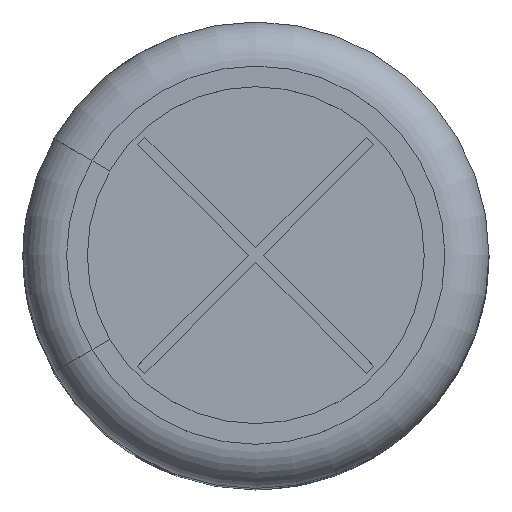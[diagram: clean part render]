
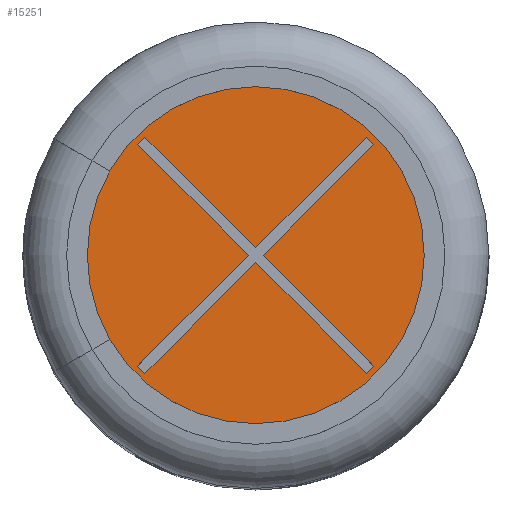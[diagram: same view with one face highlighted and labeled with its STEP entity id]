
A CAD part, top view. The second image highlights one B-rep face of the part: STEP entity #15251.
In plain terms, the highlighted planar face has unit normal (0, 0, 1).
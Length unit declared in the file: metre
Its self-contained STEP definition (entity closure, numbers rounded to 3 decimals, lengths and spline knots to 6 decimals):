
#800=LINE('',#19130,#1641);
#801=LINE('',#19133,#1642);
#802=LINE('',#19135,#1643);
#803=LINE('',#19137,#1644);
#804=LINE('',#19139,#1645);
#805=LINE('',#19141,#1646);
#806=LINE('',#19143,#1647);
#807=LINE('',#19145,#1648);
#808=LINE('',#19147,#1649);
#809=LINE('',#19149,#1650);
#810=LINE('',#19151,#1651);
#811=LINE('',#19153,#1652);
#1641=VECTOR('',#16718,1.);
#1642=VECTOR('',#16719,1.);
#1643=VECTOR('',#16720,1.);
#1644=VECTOR('',#16721,1.);
#1645=VECTOR('',#16722,1.);
#1646=VECTOR('',#16723,1.);
#1647=VECTOR('',#16724,1.);
#1648=VECTOR('',#16725,1.);
#1649=VECTOR('',#16726,1.);
#1650=VECTOR('',#16727,1.);
#1651=VECTOR('',#16728,1.);
#1652=VECTOR('',#16729,1.);
#2486=ORIENTED_EDGE('',*,*,#5696,.F.);
#2487=ORIENTED_EDGE('',*,*,#5697,.T.);
#2488=ORIENTED_EDGE('',*,*,#5698,.T.);
#2489=ORIENTED_EDGE('',*,*,#5699,.T.);
#2490=ORIENTED_EDGE('',*,*,#5700,.T.);
#2491=ORIENTED_EDGE('',*,*,#5701,.T.);
#2492=ORIENTED_EDGE('',*,*,#5702,.T.);
#2493=ORIENTED_EDGE('',*,*,#5703,.T.);
#2494=ORIENTED_EDGE('',*,*,#5704,.T.);
#2495=ORIENTED_EDGE('',*,*,#5705,.T.);
#2496=ORIENTED_EDGE('',*,*,#5706,.T.);
#2497=ORIENTED_EDGE('',*,*,#5707,.T.);
#2498=ORIENTED_EDGE('',*,*,#5708,.T.);
#5696=EDGE_CURVE('',#7301,#7301,#8392,.T.);
#5697=EDGE_CURVE('',#7302,#7303,#800,.T.);
#5698=EDGE_CURVE('',#7303,#7304,#801,.T.);
#5699=EDGE_CURVE('',#7304,#7305,#802,.T.);
#5700=EDGE_CURVE('',#7305,#7306,#803,.T.);
#5701=EDGE_CURVE('',#7306,#7307,#804,.T.);
#5702=EDGE_CURVE('',#7307,#7308,#805,.T.);
#5703=EDGE_CURVE('',#7308,#7309,#806,.T.);
#5704=EDGE_CURVE('',#7309,#7310,#807,.T.);
#5705=EDGE_CURVE('',#7310,#7311,#808,.T.);
#5706=EDGE_CURVE('',#7311,#7312,#809,.T.);
#5707=EDGE_CURVE('',#7312,#7313,#810,.T.);
#5708=EDGE_CURVE('',#7313,#7302,#811,.T.);
#7301=VERTEX_POINT('',#19129);
#7302=VERTEX_POINT('',#19131);
#7303=VERTEX_POINT('',#19132);
#7304=VERTEX_POINT('',#19134);
#7305=VERTEX_POINT('',#19136);
#7306=VERTEX_POINT('',#19138);
#7307=VERTEX_POINT('',#19140);
#7308=VERTEX_POINT('',#19142);
#7309=VERTEX_POINT('',#19144);
#7310=VERTEX_POINT('',#19146);
#7311=VERTEX_POINT('',#19148);
#7312=VERTEX_POINT('',#19150);
#7313=VERTEX_POINT('',#19152);
#8392=CIRCLE('',#15922,0.004054);
#8724=EDGE_LOOP('',(#2486));
#8725=EDGE_LOOP('',(#2487,#2488,#2489,#2490,#2491,#2492,#2493,#2494,#2495,
#2496,#2497,#2498));
#9524=FACE_BOUND('',#8724,.T.);
#9525=FACE_BOUND('',#8725,.T.);
#10324=PLANE('',#15921);
#15251=ADVANCED_FACE('',(#9524,#9525),#10324,.T.);
#15921=AXIS2_PLACEMENT_3D('',#19127,#16714,#16715);
#15922=AXIS2_PLACEMENT_3D('',#19128,#16716,#16717);
#16714=DIRECTION('',(0.,0.,1.));
#16715=DIRECTION('',(1.,0.,0.));
#16716=DIRECTION('',(0.,0.,-1.));
#16717=DIRECTION('',(-1.,0.,0.));
#16718=DIRECTION('',(0.707,0.707,0.));
#16719=DIRECTION('',(0.707,-0.707,0.));
#16720=DIRECTION('',(0.707,0.707,0.));
#16721=DIRECTION('',(0.707,-0.707,0.));
#16722=DIRECTION('',(-0.707,-0.707,0.));
#16723=DIRECTION('',(0.707,-0.707,0.));
#16724=DIRECTION('',(-0.707,-0.707,0.));
#16725=DIRECTION('',(-0.707,0.707,0.));
#16726=DIRECTION('',(-0.707,-0.707,0.));
#16727=DIRECTION('',(-0.707,0.707,0.));
#16728=DIRECTION('',(0.707,0.707,0.));
#16729=DIRECTION('',(-0.707,0.707,0.));
#19127=CARTESIAN_POINT('',(-0.004054,0.,0.01978));
#19128=CARTESIAN_POINT('',(0.,0.,0.01978));
#19129=CARTESIAN_POINT('',(-0.004054,0.,0.01978));
#19130=CARTESIAN_POINT('',(-0.002375,0.002533,0.01978));
#19131=CARTESIAN_POINT('',(-0.002533,0.002375,0.01978));
#19132=CARTESIAN_POINT('',(-0.002375,0.002533,0.01978));
#19133=CARTESIAN_POINT('',(0.,0.000157,0.01978));
#19134=CARTESIAN_POINT('',(0.,0.000157,0.01978));
#19135=CARTESIAN_POINT('',(0.,0.000157,0.01978));
#19136=CARTESIAN_POINT('',(0.002375,0.002533,0.01978));
#19137=CARTESIAN_POINT('',(0.002533,0.002375,0.01978));
#19138=CARTESIAN_POINT('',(0.002533,0.002375,0.01978));
#19139=CARTESIAN_POINT('',(0.000157,0.,0.01978));
#19140=CARTESIAN_POINT('',(0.000157,0.,0.01978));
#19141=CARTESIAN_POINT('',(0.000157,0.,0.01978));
#19142=CARTESIAN_POINT('',(0.002533,-0.002375,0.01978));
#19143=CARTESIAN_POINT('',(0.002533,-0.002375,0.01978));
#19144=CARTESIAN_POINT('',(0.002375,-0.002533,0.01978));
#19145=CARTESIAN_POINT('',(0.,-0.000157,
0.01978));
#19146=CARTESIAN_POINT('',(0.,-0.000157,
0.01978));
#19147=CARTESIAN_POINT('',(0.,-0.000157,
0.01978));
#19148=CARTESIAN_POINT('',(-0.002375,-0.002533,0.01978));
#19149=CARTESIAN_POINT('',(-0.002375,-0.002533,0.01978));
#19150=CARTESIAN_POINT('',(-0.002533,-0.002375,0.01978));
#19151=CARTESIAN_POINT('',(-0.000157,0.,0.01978));
#19152=CARTESIAN_POINT('',(-0.000157,0.,0.01978));
#19153=CARTESIAN_POINT('',(-0.000157,0.,0.01978));
